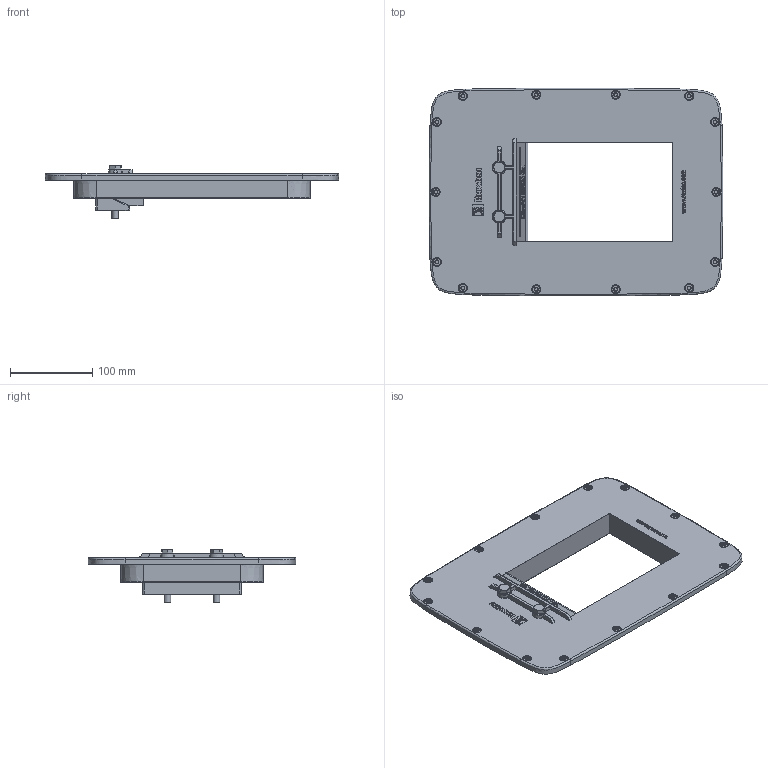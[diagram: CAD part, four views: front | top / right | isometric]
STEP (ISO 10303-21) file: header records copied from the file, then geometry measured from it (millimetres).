
FILE_DESCRIPTION((''),'2;1');
FILE_NAME('C ComShelt.stp','2014-11-12T08:04:49',('se-emikul'),(''),'Autodesk Inventor 2013','Autodesk Inventor 2013','');
FILE_SCHEMA(('AUTOMOTIVE_DESIGN { 1 0 10303 214 1 1 1 1 }'));
Length unit declared in the file: millimetre
Products named in the file (1): C ComShelt
Bounding box: 358.07 x 253.48 x 65.3 mm (x, y, z)
Volume: 741888.7 mm3; surface area: 348778.1 mm2
Topology: 7 solids, 7 shells, 3227 faces, 8196 edges, 5054 vertices
Faces by surface type: plane 1136, cylinder 986, bspline 770, torus 192, cone 119, sphere 24
Full cylindrical faces by diameter (mm): 6.647 x2, 8 x2, 8.5 x2, 11.63 x2
Entity records: 147862 total; most frequent: CARTESIAN_POINT 70418, ORIENTED_EDGE 16116, DIRECTION 14386, EDGE_CURVE 8058, AXIS2_PLACEMENT_3D 5214, VERTEX_POINT 5046, VECTOR 3958, LINE 3958
